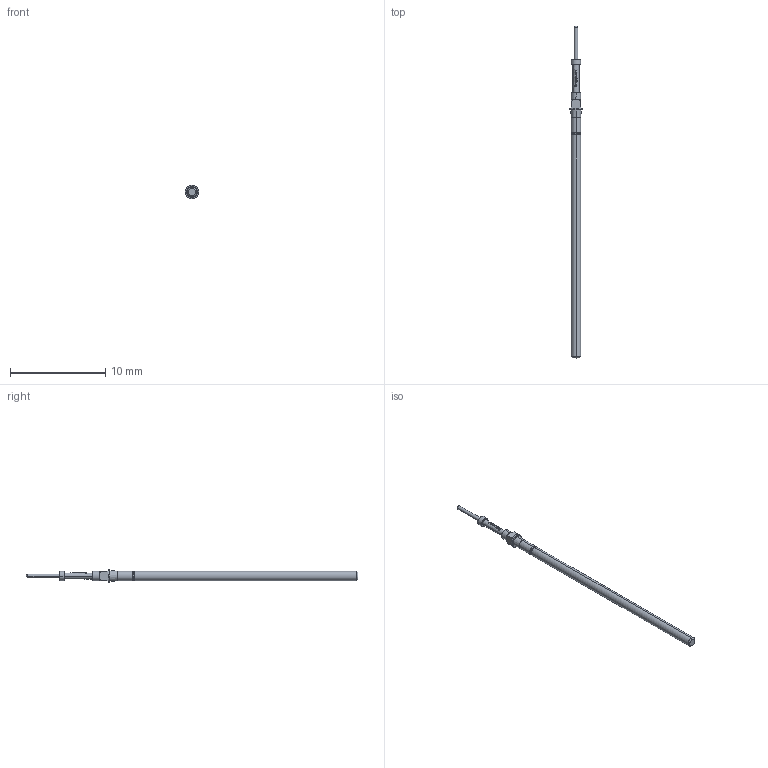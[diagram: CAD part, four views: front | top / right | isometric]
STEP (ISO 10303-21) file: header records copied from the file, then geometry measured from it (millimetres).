
FILE_DESCRIPTION (( 'STEP AP203' ), '1' );
FILE_NAME ('INGUN_T-073_305_040_350_100Axx02M.STEP', '2022-02-04T06:54:55', ( 'ochi' ), ( '' ), 'SwSTEP 2.0', 'SolidWorks 2018', '' );
FILE_SCHEMA (( 'CONFIG_CONTROL_DESIGN' ));
Length unit declared in the file: millimetre
Products named in the file (1): INGUN_T-073_305_040_350_100Axx02M
Bounding box: 1.4 x 34.8 x 1.4 mm (x, y, z)
Volume: 24 mm3; surface area: 103.8 mm2
Topology: 1 solids, 1 shells, 98 faces, 244 edges, 157 vertices
Faces by surface type: bspline 49, cone 19, plane 13, cylinder 12, torus 4, sphere 1
Entity records: 4111 total; most frequent: CARTESIAN_POINT 2140, ORIENTED_EDGE 484, EDGE_CURVE 242, DIRECTION 226, B_SPLINE_CURVE_WITH_KNOTS 164, VERTEX_POINT 156, EDGE_LOOP 108, AXIS2_PLACEMENT_3D 98
